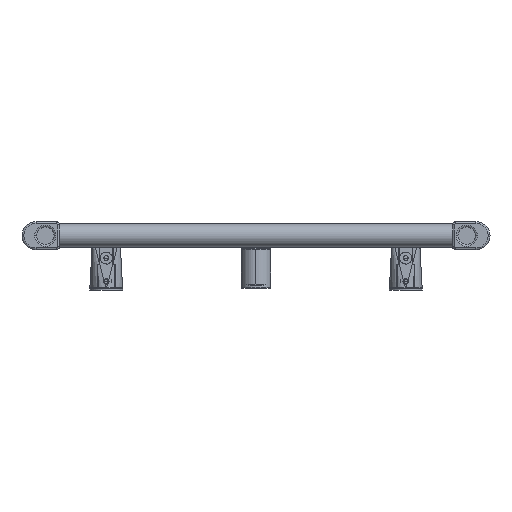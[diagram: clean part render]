
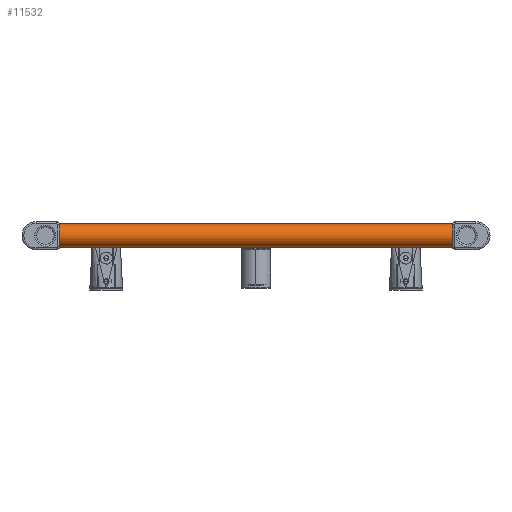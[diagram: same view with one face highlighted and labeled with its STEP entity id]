
A CAD part, front view. The second image highlights one B-rep face of the part: STEP entity #11532.
In plain terms, the highlighted cylindrical face has radius 12.5 mm (diameter 25 mm), a partial arc.
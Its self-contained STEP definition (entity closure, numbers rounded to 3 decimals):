
#442=CARTESIAN_POINT('',(-210.,15.101,-11.5));
#443=CARTESIAN_POINT('',(-210.,15.197,-11.541));
#444=CARTESIAN_POINT('',(-210.001,15.391,-11.621));
#445=CARTESIAN_POINT('',(-210.007,15.693,-11.736));
#446=CARTESIAN_POINT('',(-210.017,16.005,-11.846));
#447=CARTESIAN_POINT('',(-210.028,16.325,-11.949));
#448=CARTESIAN_POINT('',(-210.042,16.652,-12.045));
#449=CARTESIAN_POINT('',(-210.057,16.984,-12.132));
#450=CARTESIAN_POINT('',(-210.073,17.318,-12.211));
#451=CARTESIAN_POINT('',(-210.088,17.654,-12.28));
#452=CARTESIAN_POINT('',(-210.102,17.991,-12.339));
#453=CARTESIAN_POINT('',(-210.115,18.328,-12.389));
#454=CARTESIAN_POINT('',(-210.126,18.664,-12.43));
#455=CARTESIAN_POINT('',(-210.135,18.999,-12.461));
#456=CARTESIAN_POINT('',(-210.141,19.333,-12.484));
#457=CARTESIAN_POINT('',(-210.145,19.667,-12.497));
#458=CARTESIAN_POINT('',(-210.146,19.889,-12.5));
#459=CARTESIAN_POINT('',(-210.146,20.,-12.5));
#464=CARTESIAN_POINT('',(-210.146,20.,-12.5));
#2558=CARTESIAN_POINT('',(-210.,20.,0.));
#2559=DIRECTION('',(1.,0.,0.));
#2560=DIRECTION('',(0.,-0.392,0.92));
#2561=AXIS2_PLACEMENT_3D('',#2558,#2559,#2560);
#3810=CARTESIAN_POINT('',(-210.146,20.,12.5));
#3815=CARTESIAN_POINT('',(-210.146,20.,12.5));
#3816=CARTESIAN_POINT('',(-210.146,19.881,12.5));
#3817=CARTESIAN_POINT('',(-210.145,19.643,12.497));
#3818=CARTESIAN_POINT('',(-210.14,19.285,12.481));
#3819=CARTESIAN_POINT('',(-210.133,18.927,12.456));
#3820=CARTESIAN_POINT('',(-210.123,18.568,12.419));
#3821=CARTESIAN_POINT('',(-210.11,18.208,12.373));
#3822=CARTESIAN_POINT('',(-210.096,17.847,12.315));
#3823=CARTESIAN_POINT('',(-210.08,17.486,12.246));
#3824=CARTESIAN_POINT('',(-210.064,17.127,12.167));
#3825=CARTESIAN_POINT('',(-210.047,16.77,12.077));
#3826=CARTESIAN_POINT('',(-210.032,16.417,11.977));
#3827=CARTESIAN_POINT('',(-210.019,16.072,11.869));
#3828=CARTESIAN_POINT('',(-210.008,15.737,11.752));
#3829=CARTESIAN_POINT('',(-210.002,15.412,11.629));
#3830=CARTESIAN_POINT('',(-210.,15.203,11.544));
#3831=CARTESIAN_POINT('',(-210.,15.101,11.5));
#5310=CARTESIAN_POINT('',(210.146,20.,-12.5));
#5311=CARTESIAN_POINT('',(210.146,19.881,-12.5));
#5312=CARTESIAN_POINT('',(210.145,19.643,-12.497));
#5313=CARTESIAN_POINT('',(210.14,19.285,-12.481));
#5314=CARTESIAN_POINT('',(210.133,18.927,-12.456));
#5315=CARTESIAN_POINT('',(210.123,18.568,-12.419));
#5316=CARTESIAN_POINT('',(210.11,18.208,-12.373));
#5317=CARTESIAN_POINT('',(210.096,17.847,-12.315));
#5318=CARTESIAN_POINT('',(210.08,17.486,-12.246));
#5319=CARTESIAN_POINT('',(210.064,17.127,-12.167));
#5320=CARTESIAN_POINT('',(210.047,16.77,-12.077));
#5321=CARTESIAN_POINT('',(210.032,16.417,-11.977));
#5322=CARTESIAN_POINT('',(210.019,16.072,-11.869));
#5323=CARTESIAN_POINT('',(210.008,15.737,-11.752));
#5324=CARTESIAN_POINT('',(210.002,15.412,-11.629));
#5325=CARTESIAN_POINT('',(210.,15.203,-11.544));
#5326=CARTESIAN_POINT('',(210.,15.101,-11.5));
#5989=CARTESIAN_POINT('',(210.,20.,0.));
#5990=DIRECTION('',(1.,0.,0.));
#5991=DIRECTION('',(0.,-0.392,0.92));
#5992=AXIS2_PLACEMENT_3D('',#5989,#5990,#5991);
#6034=CARTESIAN_POINT('',(210.,15.101,11.5));
#6035=CARTESIAN_POINT('',(210.,15.203,11.544));
#6036=CARTESIAN_POINT('',(210.002,15.412,11.629));
#6037=CARTESIAN_POINT('',(210.008,15.737,11.752));
#6038=CARTESIAN_POINT('',(210.019,16.072,11.869));
#6039=CARTESIAN_POINT('',(210.032,16.417,11.977));
#6040=CARTESIAN_POINT('',(210.047,16.77,12.077));
#6041=CARTESIAN_POINT('',(210.064,17.127,12.167));
#6042=CARTESIAN_POINT('',(210.08,17.486,12.246));
#6043=CARTESIAN_POINT('',(210.096,17.847,12.315));
#6044=CARTESIAN_POINT('',(210.11,18.208,12.373));
#6045=CARTESIAN_POINT('',(210.123,18.568,12.419));
#6046=CARTESIAN_POINT('',(210.133,18.927,12.456));
#6047=CARTESIAN_POINT('',(210.14,19.285,12.481));
#6048=CARTESIAN_POINT('',(210.145,19.643,12.497));
#6049=CARTESIAN_POINT('',(210.146,19.881,12.5));
#6050=CARTESIAN_POINT('',(210.146,20.,12.5));
#7492=DIRECTION('',(-1.,0.,0.));
#7493=VECTOR('',#7492,420.292);
#7494=CARTESIAN_POINT('',(210.146,20.,12.5));
#7495=LINE('',#7494,#7493);
#7499=DIRECTION('',(-1.,0.,0.));
#7500=VECTOR('',#7499,420.292);
#7501=CARTESIAN_POINT('',(210.146,20.,-12.5));
#7502=LINE('',#7501,#7500);
#8142=CARTESIAN_POINT('',(-210.,15.101,11.5));
#8143=CARTESIAN_POINT('',(-210.,15.101,-11.5));
#8144=VERTEX_POINT('',#8142);
#8145=VERTEX_POINT('',#8143);
#8150=CARTESIAN_POINT('',(210.,15.101,11.5));
#8151=CARTESIAN_POINT('',(210.,15.101,-11.5));
#8152=VERTEX_POINT('',#8150);
#8153=VERTEX_POINT('',#8151);
#8154=VERTEX_POINT('',#464);
#8155=VERTEX_POINT('',#3810);
#8156=CARTESIAN_POINT('',(210.146,20.,-12.5));
#8157=VERTEX_POINT('',#8156);
#8158=CARTESIAN_POINT('',(210.146,20.,12.5));
#8159=VERTEX_POINT('',#8158);
#11515=CARTESIAN_POINT('',(225.,20.,0.));
#11516=DIRECTION('',(1.,0.,0.));
#11517=DIRECTION('',(0.,0.,-1.));
#11518=AXIS2_PLACEMENT_3D('',#11515,#11516,#11517);
#11519=CYLINDRICAL_SURFACE('',#11518,12.5);
#11520=ORIENTED_EDGE('',*,*,#9839,.F.);
#11521=ORIENTED_EDGE('',*,*,#10054,.F.);
#11523=ORIENTED_EDGE('',*,*,#11522,.F.);
#11524=ORIENTED_EDGE('',*,*,#11358,.F.);
#11525=ORIENTED_EDGE('',*,*,#11316,.T.);
#11526=ORIENTED_EDGE('',*,*,#10680,.F.);
#11528=ORIENTED_EDGE('',*,*,#11527,.T.);
#11529=ORIENTED_EDGE('',*,*,#9028,.F.);
#11530=EDGE_LOOP('',(#11520,#11521,#11523,#11524,#11525,#11526,#11528,#11529));
#11531=FACE_OUTER_BOUND('',#11530,.F.);
#460=B_SPLINE_CURVE_WITH_KNOTS('',3,(#442,#443,#444,#445,#446,#447,#448,#449,
#450,#451,#452,#453,#454,#455,#456,#457,#458,#459),.UNSPECIFIED.,.F.,.F.,(4,1,1,
1,1,1,1,1,1,1,1,1,1,1,1,4),(0.,0.067,0.133,0.2,
0.267,0.333,0.4,0.467,0.533,
0.6,0.667,0.733,0.8,0.867,
0.933,1.),.UNSPECIFIED.);
#2562=CIRCLE('',#2561,12.5);
#3832=B_SPLINE_CURVE_WITH_KNOTS('',3,(#3815,#3816,#3817,#3818,#3819,#3820,#3821,
#3822,#3823,#3824,#3825,#3826,#3827,#3828,#3829,#3830,#3831),.UNSPECIFIED.,.F.,
.F.,(4,1,1,1,1,1,1,1,1,1,1,1,1,1,4),(0.,0.071,0.143,
0.214,0.286,0.357,0.429,0.5,
0.571,0.643,0.714,0.786,
0.857,0.929,1.),.UNSPECIFIED.);
#5327=B_SPLINE_CURVE_WITH_KNOTS('',3,(#5310,#5311,#5312,#5313,#5314,#5315,#5316,
#5317,#5318,#5319,#5320,#5321,#5322,#5323,#5324,#5325,#5326),.UNSPECIFIED.,.F.,
.F.,(4,1,1,1,1,1,1,1,1,1,1,1,1,1,4),(0.,0.071,0.143,
0.214,0.286,0.357,0.429,0.5,
0.571,0.643,0.714,0.786,
0.857,0.929,1.),.UNSPECIFIED.);
#5993=CIRCLE('',#5992,12.5);
#6051=B_SPLINE_CURVE_WITH_KNOTS('',3,(#6034,#6035,#6036,#6037,#6038,#6039,#6040,
#6041,#6042,#6043,#6044,#6045,#6046,#6047,#6048,#6049,#6050),.UNSPECIFIED.,.F.,
.F.,(4,1,1,1,1,1,1,1,1,1,1,1,1,1,4),(0.,0.071,0.143,
0.214,0.286,0.357,0.429,0.5,
0.571,0.643,0.714,0.786,
0.857,0.929,1.),.UNSPECIFIED.);
#9028=EDGE_CURVE('',#8145,#8154,#460,.T.);
#9839=EDGE_CURVE('',#8144,#8145,#2562,.T.);
#10054=EDGE_CURVE('',#8155,#8144,#3832,.T.);
#10680=EDGE_CURVE('',#8157,#8153,#5327,.T.);
#11316=EDGE_CURVE('',#8152,#8153,#5993,.T.);
#11358=EDGE_CURVE('',#8152,#8159,#6051,.T.);
#11522=EDGE_CURVE('',#8159,#8155,#7495,.T.);
#11527=EDGE_CURVE('',#8157,#8154,#7502,.T.);
#11532=ADVANCED_FACE('',(#11531),#11519,.T.);
